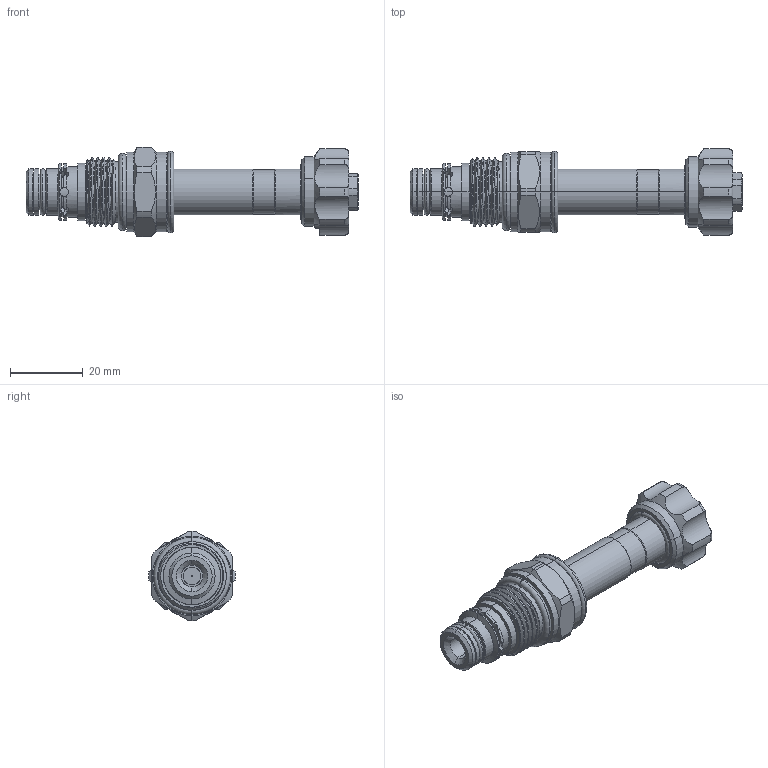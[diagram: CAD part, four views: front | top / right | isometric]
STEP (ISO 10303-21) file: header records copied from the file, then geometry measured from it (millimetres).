
FILE_DESCRIPTION (( 'STEP AP214' ), '1' );
FILE_NAME ('PEP08W2A-M0220.STEP', '2016-07-25T05:19:50', ( '' ), ( '' ), 'SwSTEP 2.0', 'SolidWorks 2012', '' );
FILE_SCHEMA (( 'AUTOMOTIVE_DESIGN' ));
Length unit declared in the file: millimetre
Products named in the file (1): PEP08W2A-M0220
Bounding box: 91.35 x 23.79 x 24.65 mm (x, y, z)
Volume: 18922 mm3; surface area: 9147.8 mm2
Topology: 5 solids, 7 shells, 352 faces, 960 edges, 617 vertices
Faces by surface type: cylinder 172, plane 82, cone 49, torus 32, bspline 17
Entity records: 23653 total; most frequent: CARTESIAN_POINT 11519, ORIENTED_EDGE 1920, DIRECTION 1626, EDGE_CURVE 960, AXIS2_PLACEMENT_3D 671, VERTEX_POINT 617, EDGE_LOOP 375, ADVANCED_FACE 352
